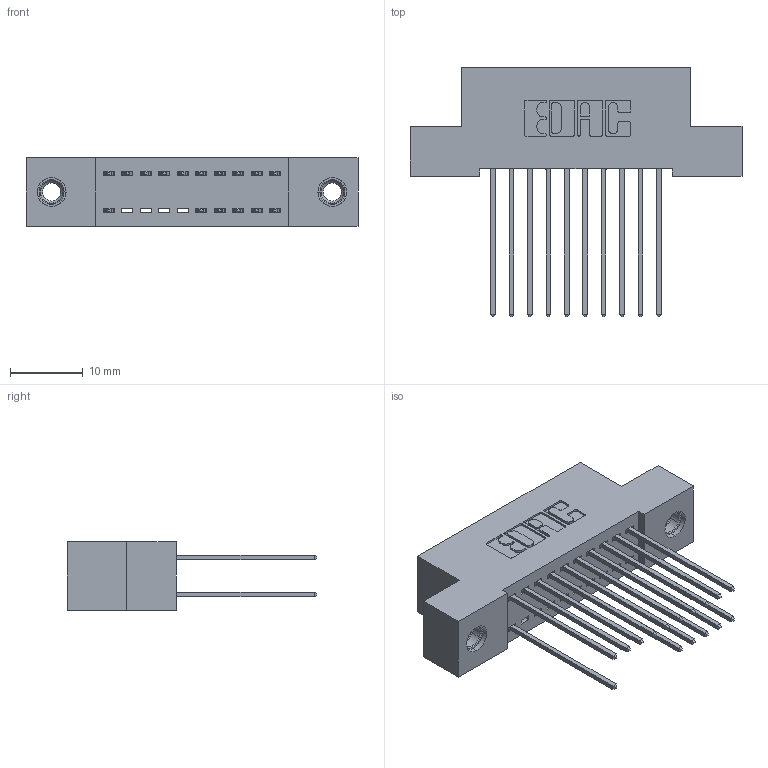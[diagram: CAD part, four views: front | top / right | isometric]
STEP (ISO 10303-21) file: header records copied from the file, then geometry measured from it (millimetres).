
FILE_DESCRIPTION (( 'STEP AP203' ), '1' );
FILE_NAME ('392-020-541-207.STEP', '2018-08-15T06:40:44', ( '' ), ( '' ), 'SwSTEP 2.0', 'SolidWorks 2016', '' );
FILE_SCHEMA (( 'CONFIG_CONTROL_DESIGN' ));
Length unit declared in the file: inch
Products named in the file (4): 345-250-001_345-250-005-103; 392-020-541-207; 342 Part_TI; 345-292-001_345-293-141
Assembly tree (19 placements, depth 2):
  392-020-541-207
    342 Part_TI
    345-292-001_345-293-141  x16
    345-250-001_345-250-005-103  x2
Bounding box: 45.72 x 34.3 x 9.4 mm (x, y, z)
Volume: 3999.6 mm3; surface area: 5963.7 mm2
Topology: 19 solids, 19 shells, 1026 faces, 2999 edges, 1970 vertices
Faces by surface type: plane 698, cylinder 312, cone 12, torus 4
Entity records: 11516 total; most frequent: CARTESIAN_POINT 1945, ORIENTED_EDGE 1878, DIRECTION 1745, EDGE_CURVE 939, VECTOR 791, LINE 791, VERTEX_POINT 620, AXIS2_PLACEMENT_3D 477
